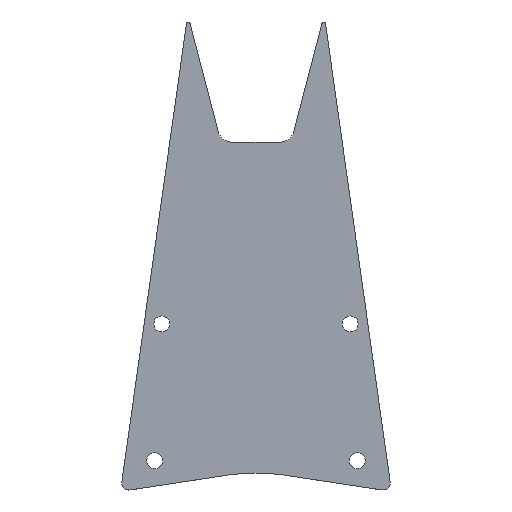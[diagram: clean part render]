
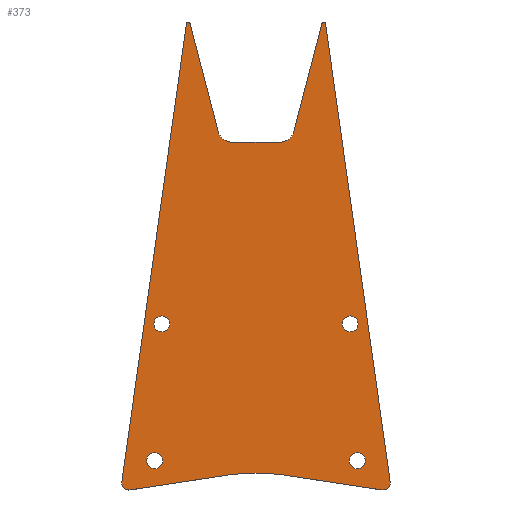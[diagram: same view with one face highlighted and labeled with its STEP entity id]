
A CAD part, top view. The second image highlights one B-rep face of the part: STEP entity #373.
In plain terms, the highlighted planar face has unit normal (0, 0, 1).
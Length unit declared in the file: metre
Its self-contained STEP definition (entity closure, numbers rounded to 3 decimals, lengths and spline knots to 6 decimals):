
#13=CIRCLE('',#397,0.001);
#14=CIRCLE('',#404,0.0011);
#16=CIRCLE('',#407,0.0011);
#18=CIRCLE('',#410,0.0011);
#21=CIRCLE('',#414,0.001);
#22=CIRCLE('',#416,0.0011);
#24=CIRCLE('',#419,0.00025);
#25=CIRCLE('',#420,0.0019);
#26=CIRCLE('',#421,0.0019);
#27=CIRCLE('',#422,0.00025);
#28=CIRCLE('',#423,0.025317);
#89=ORIENTED_EDGE('',*,*,#158,.T.);
#90=ORIENTED_EDGE('',*,*,#185,.T.);
#91=ORIENTED_EDGE('',*,*,#159,.T.);
#92=ORIENTED_EDGE('',*,*,#186,.T.);
#93=ORIENTED_EDGE('',*,*,#163,.F.);
#94=ORIENTED_EDGE('',*,*,#187,.T.);
#95=ORIENTED_EDGE('',*,*,#169,.F.);
#96=ORIENTED_EDGE('',*,*,#188,.T.);
#97=ORIENTED_EDGE('',*,*,#171,.F.);
#98=ORIENTED_EDGE('',*,*,#182,.T.);
#99=ORIENTED_EDGE('',*,*,#147,.F.);
#100=ORIENTED_EDGE('',*,*,#189,.T.);
#101=ORIENTED_EDGE('',*,*,#149,.F.);
#102=ORIENTED_EDGE('',*,*,#155,.T.);
#103=ORIENTED_EDGE('',*,*,#179,.F.);
#104=ORIENTED_EDGE('',*,*,#177,.F.);
#105=ORIENTED_EDGE('',*,*,#175,.F.);
#106=ORIENTED_EDGE('',*,*,#183,.F.);
#147=EDGE_CURVE('',#197,#198,#233,.T.);
#149=EDGE_CURVE('',#199,#200,#235,.T.);
#155=EDGE_CURVE('',#199,#204,#13,.T.);
#158=EDGE_CURVE('',#204,#206,#242,.T.);
#159=EDGE_CURVE('',#207,#208,#243,.T.);
#163=EDGE_CURVE('',#211,#212,#247,.T.);
#169=EDGE_CURVE('',#217,#218,#253,.T.);
#171=EDGE_CURVE('',#219,#220,#255,.T.);
#175=EDGE_CURVE('',#223,#223,#14,.T.);
#177=EDGE_CURVE('',#225,#225,#16,.T.);
#179=EDGE_CURVE('',#227,#227,#18,.T.);
#182=EDGE_CURVE('',#219,#198,#21,.T.);
#183=EDGE_CURVE('',#229,#229,#22,.T.);
#185=EDGE_CURVE('',#206,#207,#24,.T.);
#186=EDGE_CURVE('',#208,#212,#25,.F.);
#187=EDGE_CURVE('',#211,#218,#26,.F.);
#188=EDGE_CURVE('',#217,#220,#27,.T.);
#189=EDGE_CURVE('',#197,#200,#28,.F.);
#197=VERTEX_POINT('',#555);
#198=VERTEX_POINT('',#557);
#199=VERTEX_POINT('',#561);
#200=VERTEX_POINT('',#562);
#204=VERTEX_POINT('',#572);
#206=VERTEX_POINT('',#578);
#207=VERTEX_POINT('',#582);
#208=VERTEX_POINT('',#583);
#211=VERTEX_POINT('',#591);
#212=VERTEX_POINT('',#592);
#217=VERTEX_POINT('',#603);
#218=VERTEX_POINT('',#605);
#219=VERTEX_POINT('',#609);
#220=VERTEX_POINT('',#610);
#223=VERTEX_POINT('',#618);
#225=VERTEX_POINT('',#623);
#227=VERTEX_POINT('',#628);
#229=VERTEX_POINT('',#636);
#233=LINE('',#556,#261);
#235=LINE('',#560,#263);
#242=LINE('',#579,#270);
#243=LINE('',#581,#271);
#247=LINE('',#590,#275);
#253=LINE('',#604,#281);
#255=LINE('',#608,#283);
#261=VECTOR('',#441,1.);
#263=VECTOR('',#445,1.);
#270=VECTOR('',#460,1.);
#271=VECTOR('',#463,1.);
#275=VECTOR('',#469,1.);
#281=VECTOR('',#477,1.);
#283=VECTOR('',#481,1.);
#304=EDGE_LOOP('',(#89,#90,#91,#92,#93,#94,#95,#96,#97,#98,#99,#100,#101,
#102));
#305=EDGE_LOOP('',(#103));
#306=EDGE_LOOP('',(#104));
#307=EDGE_LOOP('',(#105));
#308=EDGE_LOOP('',(#106));
#336=FACE_BOUND('',#304,.T.);
#337=FACE_BOUND('',#305,.T.);
#338=FACE_BOUND('',#306,.T.);
#339=FACE_BOUND('',#307,.T.);
#340=FACE_BOUND('',#308,.T.);
#358=PLANE('',#418);
#373=ADVANCED_FACE('',(#336,#337,#338,#339,#340),#358,.T.);
#397=AXIS2_PLACEMENT_3D('',#573,#454,#455);
#404=AXIS2_PLACEMENT_3D('',#617,#487,#488);
#407=AXIS2_PLACEMENT_3D('',#622,#493,#494);
#410=AXIS2_PLACEMENT_3D('',#627,#499,#500);
#414=AXIS2_PLACEMENT_3D('',#633,#507,#508);
#416=AXIS2_PLACEMENT_3D('',#635,#511,#512);
#418=AXIS2_PLACEMENT_3D('',#639,#515,#516);
#419=AXIS2_PLACEMENT_3D('',#640,#517,#518);
#420=AXIS2_PLACEMENT_3D('',#641,#519,#520);
#421=AXIS2_PLACEMENT_3D('',#642,#521,#522);
#422=AXIS2_PLACEMENT_3D('',#643,#523,#524);
#423=AXIS2_PLACEMENT_3D('',#644,#525,#526);
#441=DIRECTION('',(-0.989,-0.15,0.));
#445=DIRECTION('',(-0.989,0.15,0.));
#454=DIRECTION('',(0.,0.,1.));
#455=DIRECTION('',(1.,0.,0.));
#460=DIRECTION('',(-0.14,0.99,0.));
#463=DIRECTION('',(-0.251,-0.968,0.));
#469=DIRECTION('',(1.,0.,0.));
#477=DIRECTION('',(0.251,-0.968,0.));
#481=DIRECTION('',(0.14,0.99,0.));
#487=DIRECTION('',(0.,0.,1.));
#488=DIRECTION('',(1.,0.,0.));
#493=DIRECTION('',(0.,0.,1.));
#494=DIRECTION('',(1.,0.,0.));
#499=DIRECTION('',(0.,0.,1.));
#500=DIRECTION('',(1.,0.,0.));
#507=DIRECTION('',(0.,0.,1.));
#508=DIRECTION('',(1.,0.,0.));
#511=DIRECTION('',(0.,0.,1.));
#512=DIRECTION('',(1.,0.,0.));
#515=DIRECTION('',(0.,0.,1.));
#516=DIRECTION('',(1.,0.,0.));
#517=DIRECTION('',(0.,0.,1.));
#518=DIRECTION('',(1.,0.,0.));
#519=DIRECTION('',(0.,0.,1.));
#520=DIRECTION('',(1.,0.,0.));
#521=DIRECTION('',(0.,0.,1.));
#522=DIRECTION('',(1.,0.,0.));
#523=DIRECTION('',(0.,0.,1.));
#524=DIRECTION('',(1.,0.,0.));
#525=DIRECTION('',(0.,0.,1.));
#526=DIRECTION('',(1.,0.,0.));
#555=CARTESIAN_POINT('',(-0.003804,-0.022004,0.0015));
#556=CARTESIAN_POINT('',(-0.008691,-0.022747,0.0015));
#557=CARTESIAN_POINT('',(-0.017382,-0.024068,0.0015));
#560=CARTESIAN_POINT('',(0.008691,-0.022747,0.0015));
#561=CARTESIAN_POINT('',(0.017382,-0.024068,0.0015));
#562=CARTESIAN_POINT('',(0.003804,-0.022004,0.0015));
#572=CARTESIAN_POINT('',(0.018523,-0.02294,0.0015));
#573=CARTESIAN_POINT('',(0.017532,-0.023079,0.0015));
#578=CARTESIAN_POINT('',(0.009598,0.040326,0.0015));
#579=CARTESIAN_POINT('',(0.013973,0.009313,0.0015));
#581=CARTESIAN_POINT('',(0.007135,0.032757,0.0015));
#582=CARTESIAN_POINT('',(0.009108,0.040354,0.0015));
#583=CARTESIAN_POINT('',(0.005216,0.025371,0.0015));
#590=CARTESIAN_POINT('',(0.,0.023949,0.0015));
#591=CARTESIAN_POINT('',(-0.003377,0.023949,0.0015));
#592=CARTESIAN_POINT('',(0.003377,0.023949,0.0015));
#603=CARTESIAN_POINT('',(-0.009108,0.040354,0.0015));
#604=CARTESIAN_POINT('',(-0.007135,0.032757,0.0015));
#605=CARTESIAN_POINT('',(-0.005216,0.025371,0.0015));
#608=CARTESIAN_POINT('',(-0.013973,0.009313,0.0015));
#609=CARTESIAN_POINT('',(-0.018523,-0.02294,0.0015));
#610=CARTESIAN_POINT('',(-0.009598,0.040326,0.0015));
#617=CARTESIAN_POINT('',(-0.014,-0.020051,0.0015));
#618=CARTESIAN_POINT('',(-0.0129,-0.020051,0.0015));
#622=CARTESIAN_POINT('',(0.013,-0.001151,0.0015));
#623=CARTESIAN_POINT('',(0.0141,-0.001151,0.0015));
#627=CARTESIAN_POINT('',(-0.013,-0.001151,0.0015));
#628=CARTESIAN_POINT('',(-0.0119,-0.001151,0.0015));
#633=CARTESIAN_POINT('',(-0.017532,-0.023079,0.0015));
#635=CARTESIAN_POINT('',(0.014,-0.020051,0.0015));
#636=CARTESIAN_POINT('',(0.0151,-0.020051,0.0015));
#639=CARTESIAN_POINT('',(0.,0.008743,0.0015));
#640=CARTESIAN_POINT('',(0.00935,0.040291,0.0015));
#641=CARTESIAN_POINT('',(0.003377,0.025849,0.0015));
#642=CARTESIAN_POINT('',(-0.003377,0.025849,0.0015));
#643=CARTESIAN_POINT('',(-0.00935,0.040291,0.0015));
#644=CARTESIAN_POINT('',(0.,-0.047034,0.0015));
